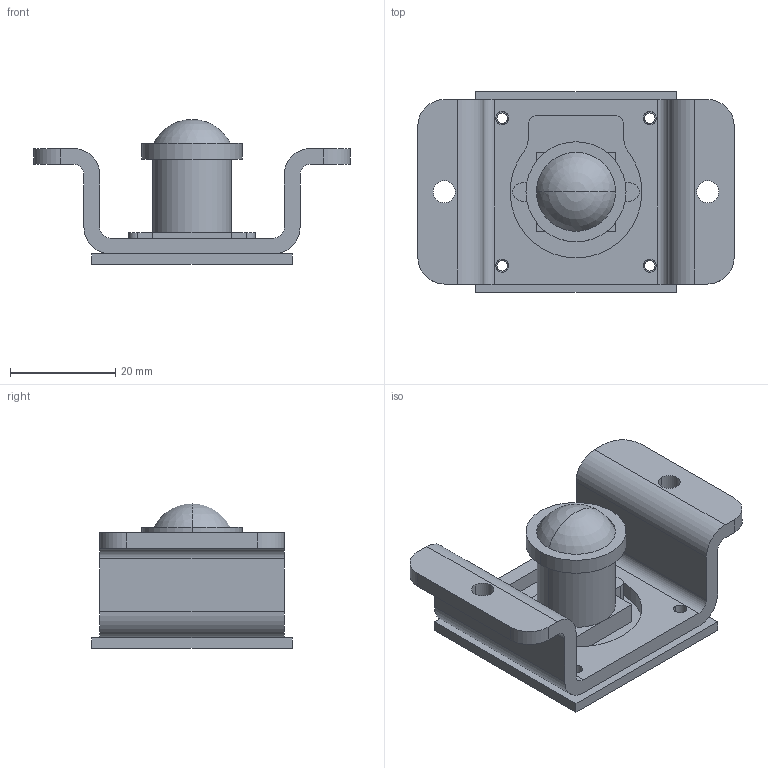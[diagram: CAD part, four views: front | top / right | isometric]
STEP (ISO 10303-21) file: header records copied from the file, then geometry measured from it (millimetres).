
FILE_DESCRIPTION (( 'STEP AP203' ), '1' );
FILE_NAME ('扜砉芛.STEP', '2022-03-15T01:23:14', ( 'PS' ), ( '' ), 'SwSTEP 2.0', 'SolidWorks 2018', '' );
FILE_SCHEMA (( 'CONFIG_CONTROL_DESIGN' ));
Length unit declared in the file: millimetre
Products named in the file (1): 扜砉芛
Bounding box: 60 x 38 x 27.5 mm (x, y, z)
Volume: 15008.9 mm3; surface area: 10742.7 mm2
Topology: 2 solids, 2 shells, 85 faces, 233 edges, 153 vertices
Faces by surface type: cylinder 46, plane 37, sphere 2
Entity records: 2826 total; most frequent: DIRECTION 497, CARTESIAN_POINT 468, ORIENTED_EDGE 460, EDGE_CURVE 230, AXIS2_PLACEMENT_3D 181, VERTEX_POINT 152, VECTOR 135, LINE 135
